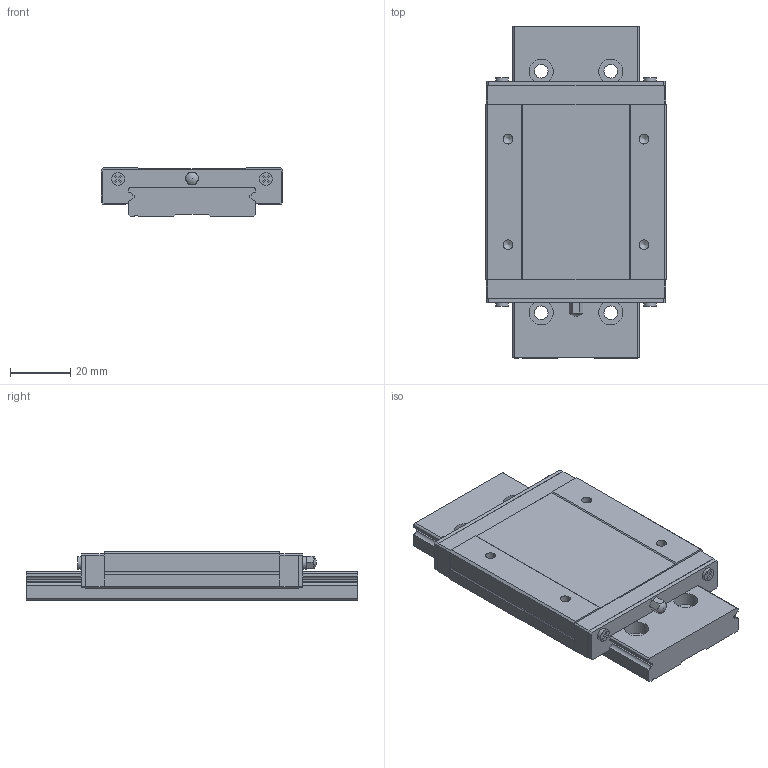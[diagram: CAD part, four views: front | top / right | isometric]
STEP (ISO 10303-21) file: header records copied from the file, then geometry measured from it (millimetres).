
FILE_DESCRIPTION(/* description */ ('Unknown'),/* implementation_level */ '2;1');
FILE_NAME(/* name */ 'MB15LUU1-110L15_15',/* time_stamp */ '2024-04-01T15:20:26+09:00',/* author */ ('Unknown'),/* organization */ ('Unknown'),/* preprocessor_version */ 'ST-DEVELOPER v18.102',/* originating_system */ 'Solid Edge',/* authorisation */ 'Unknown');
FILE_SCHEMA (('AUTOMOTIVE_DESIGN {1 0 10303 214 3 1 1}'));
Length unit declared in the file: millimetre
Products named in the file (4): thisAsm; MB15_RAIL; MB15L_BLOCK; A-M3
Assembly tree (3 placements, depth 2):
  thisAsm
    MB15_RAIL
    MB15L_BLOCK
    A-M3
Bounding box: 60 x 110 x 16 mm (x, y, z)
Volume: 75424.4 mm3; surface area: 26565 mm2
Topology: 3 solids, 3 shells, 199 faces, 538 edges, 361 vertices
Faces by surface type: plane 152, cylinder 41, cone 5, sphere 1
Full cylindrical faces by diameter (mm): 2.459 x2, 3 x1, 3.242 x4, 4.2 x4, 4.5 x6, 8 x6
Entity records: 7040 total; most frequent: CARTESIAN_POINT 1041, DIRECTION 986, ORIENTED_EDGE 982, EDGE_CURVE 491, LINE 402, VECTOR 402, VERTEX_POINT 347, AXIS2_PLACEMENT_3D 292
